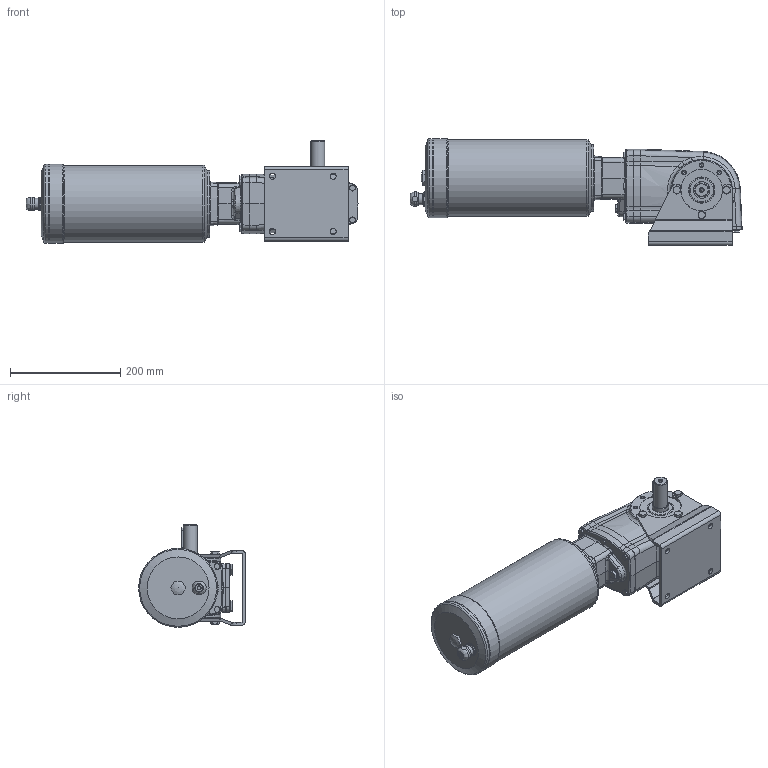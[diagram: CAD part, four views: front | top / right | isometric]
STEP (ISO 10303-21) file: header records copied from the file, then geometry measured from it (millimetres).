
FILE_DESCRIPTION( ( 'Unknown' ), '1' );
FILE_NAME( '356814D21AC54BFEC64BF7B8A35D7336.3d.stp', 'Unknown', ( 'Unknown' ), ( 'Unknown' ), 'PSStep 10.1', 'Unknown', ' ' );
FILE_SCHEMA( ( 'AUTOMOTIVE_DESIGN { 1 0 10303 214 1 1 1 1 }' ) );
Length unit declared in the file: millimetre
Products named in the file (1): X42N
Bounding box: 601 x 193.3 x 186 mm (x, y, z)
Volume: 7790900 mm3; surface area: 419620.9 mm2
Topology: 1 solids, 23 shells, 968 faces, 2267 edges, 1398 vertices
Faces by surface type: plane 381, cylinder 241, cone 213, torus 67, bspline 61, extrusion 4, sphere 1
Full cylindrical faces by diameter (mm): 4.917 x9, 6.647 x34, 7 x5, 8 x10, 8.5 x6, 8.9 x12, 9 x4, 11 x4, 11.6 x6, 13 x4, 13.4 x1, 14 x4, 16.662 x1, 18 x1, 19 x1, 20 x1, 23.7 x1, 25 x3, 29.5 x1, 47 x1, 47.5 x2, 68 x1, 75 x2, 120 x1, 138.98 x1, 139 x2, 142.98 x2, 143 x3
Entity records: 39828 total; most frequent: CARTESIAN_POINT 12037, DIRECTION 4130, ORIENTED_EDGE 3788, EDGE_CURVE 1894, AXIS2_PLACEMENT_3D 1708, EDGE_LOOP 1315, VERTEX_POINT 1300, FACE_OUTER_BOUND 1144
